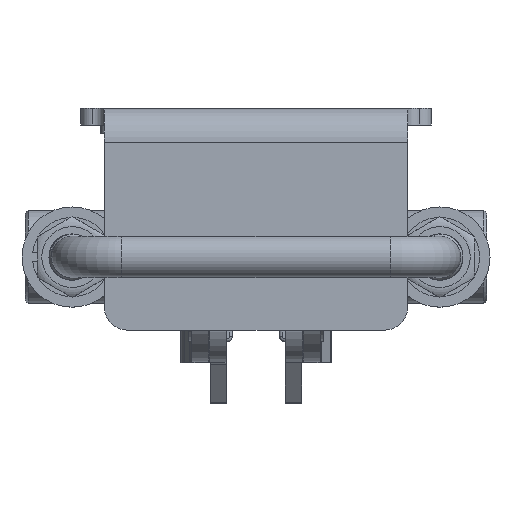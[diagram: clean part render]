
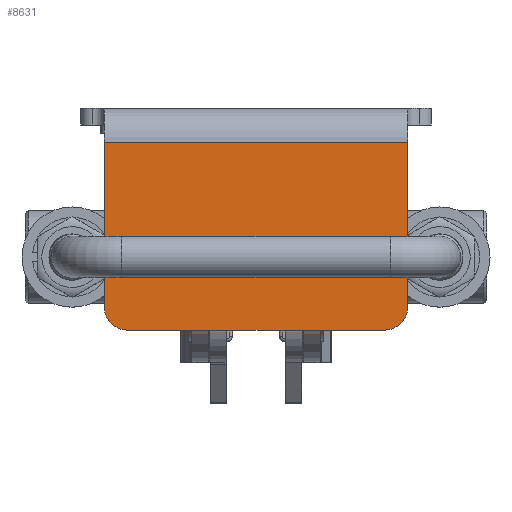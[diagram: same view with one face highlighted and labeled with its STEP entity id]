
A CAD part, front view. The second image highlights one B-rep face of the part: STEP entity #8631.
In plain terms, the highlighted planar face has unit normal (0, -1, 0).
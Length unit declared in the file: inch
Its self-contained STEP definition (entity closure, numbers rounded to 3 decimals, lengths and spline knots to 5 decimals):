
#8516=CARTESIAN_POINT('',(-1.375,-0.1793,0.0));
#8517=VERTEX_POINT('',#8516);
#8524=CARTESIAN_POINT('',(-1.625,-0.1793,0.25));
#8525=VERTEX_POINT('',#8524);
#8526=CARTESIAN_POINT('',(-1.375,-0.1793,0.25));
#8527=DIRECTION('',(0.0,1.0,0.0));
#8528=DIRECTION('',(-0.707,0.0,-0.707));
#8529=AXIS2_PLACEMENT_3D('',#8526,#8527,#8528);
#8530=CIRCLE('',#8529,0.25);
#8531=EDGE_CURVE('',#8517,#8525,#8530,.T.);
#8548=CARTESIAN_POINT('',(-1.625,-0.1793,2.008));
#8549=VERTEX_POINT('',#8548);
#8550=CARTESIAN_POINT('',(-1.625,-0.1793,0.25));
#8551=DIRECTION('',(0.0,0.0,1.0));
#8552=VECTOR('',#8551,1.758);
#8553=LINE('',#8550,#8552);
#8554=EDGE_CURVE('',#8525,#8549,#8553,.T.);
#8591=CARTESIAN_POINT('',(1.625,-0.1793,0.0));
#8592=DIRECTION('',(0.0,-1.0,0.0));
#8593=DIRECTION('',(0.0,0.0,-1.0));
#8594=AXIS2_PLACEMENT_3D('',#8591,#8592,#8593);
#8595=PLANE('',#8594);
#8596=ORIENTED_EDGE('',*,*,#8531,.F.);
#8597=CARTESIAN_POINT('',(1.375,-0.1793,0.0));
#8598=VERTEX_POINT('',#8597);
#8599=CARTESIAN_POINT('',(1.375,-0.1793,0.0));
#8600=DIRECTION('',(-1.0,0.0,0.0));
#8601=VECTOR('',#8600,2.75);
#8602=LINE('',#8599,#8601);
#8603=EDGE_CURVE('',#8598,#8517,#8602,.T.);
#8604=ORIENTED_EDGE('',*,*,#8603,.F.);
#8605=CARTESIAN_POINT('',(1.625,-0.1793,0.25));
#8606=VERTEX_POINT('',#8605);
#8607=CARTESIAN_POINT('',(1.375,-0.1793,0.25));
#8608=DIRECTION('',(0.0,1.0,0.0));
#8609=DIRECTION('',(0.707,0.0,-0.707));
#8610=AXIS2_PLACEMENT_3D('',#8607,#8608,#8609);
#8611=CIRCLE('',#8610,0.25);
#8612=EDGE_CURVE('',#8606,#8598,#8611,.T.);
#8613=ORIENTED_EDGE('',*,*,#8612,.F.);
#8614=CARTESIAN_POINT('',(1.625,-0.1793,2.008));
#8615=VERTEX_POINT('',#8614);
#8616=CARTESIAN_POINT('',(1.625,-0.1793,0.25));
#8617=DIRECTION('',(0.0,0.0,1.0));
#8618=VECTOR('',#8617,1.758);
#8619=LINE('',#8616,#8618);
#8620=EDGE_CURVE('',#8606,#8615,#8619,.T.);
#8621=ORIENTED_EDGE('',*,*,#8620,.T.);
#8622=CARTESIAN_POINT('',(-1.625,-0.1793,2.008));
#8623=DIRECTION('',(1.0,0.0,0.0));
#8624=VECTOR('',#8623,3.25);
#8625=LINE('',#8622,#8624);
#8626=EDGE_CURVE('',#8549,#8615,#8625,.T.);
#8627=ORIENTED_EDGE('',*,*,#8626,.F.);
#8628=ORIENTED_EDGE('',*,*,#8554,.F.);
#8629=EDGE_LOOP('',(#8596,#8604,#8613,#8621,#8627,#8628));
#8630=FACE_OUTER_BOUND('',#8629,.T.);
#8631=ADVANCED_FACE('',(#8630),#8595,.T.);
